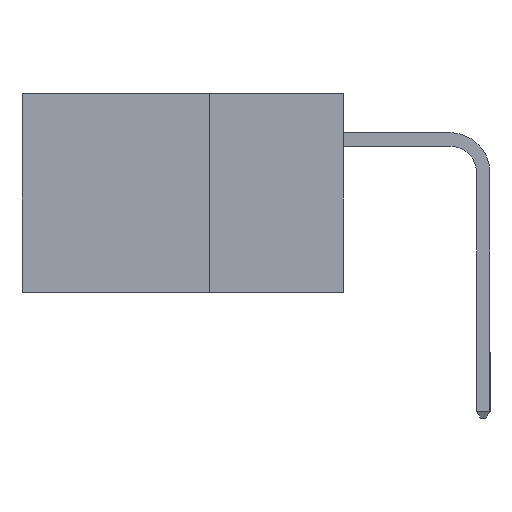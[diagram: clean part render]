
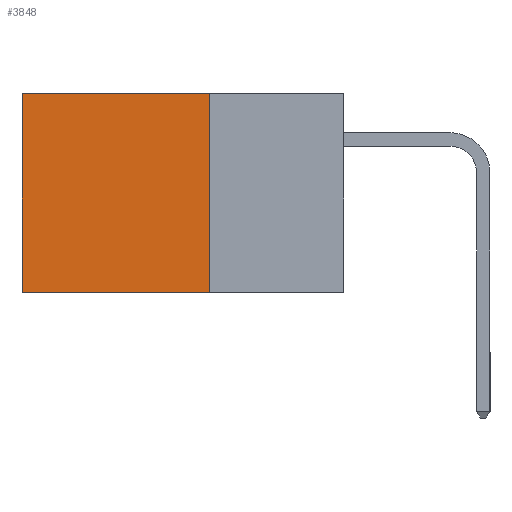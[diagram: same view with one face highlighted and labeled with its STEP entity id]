
A CAD part, left-side view. The second image highlights one B-rep face of the part: STEP entity #3848.
In plain terms, the highlighted planar face has unit normal (-1, 0, 0).
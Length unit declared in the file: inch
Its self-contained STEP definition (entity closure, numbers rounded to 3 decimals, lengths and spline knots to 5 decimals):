
#53 = LINE ( 'NONE', #8983, #9556 ) ;
#126 = ORIENTED_EDGE ( 'NONE', *, *, #2772, .T. ) ;
#141 = CARTESIAN_POINT ( 'NONE',  ( 0.2615, 0.6, 0. ) ) ;
#499 = VERTEX_POINT ( 'NONE', #4284 ) ;
#912 = EDGE_CURVE ( 'NONE', #499, #11228, #1368, .T. ) ;
#1368 = LINE ( 'NONE', #5845, #4876 ) ;
#1608 = DIRECTION ( 'NONE',  ( 0., 0., -1. ) ) ;
#1663 = ORIENTED_EDGE ( 'NONE', *, *, #11092, .F. ) ;
#1724 = CARTESIAN_POINT ( 'NONE',  ( 0.2615, 0.25, -0.37 ) ) ;
#1935 = VERTEX_POINT ( 'NONE', #141 ) ;
#1961 = VERTEX_POINT ( 'NONE', #9188 ) ;
#2772 = EDGE_CURVE ( 'NONE', #499, #1935, #3921, .T. ) ;
#3585 = FACE_OUTER_BOUND ( 'NONE', #8139, .T. ) ;
#3848 = ADVANCED_FACE ( 'NONE', ( #3585 ), #5997, .F. ) ;
#3921 = LINE ( 'NONE', #10061, #6820 ) ;
#4284 = CARTESIAN_POINT ( 'NONE',  ( 0.2615, 0.25, 0. ) ) ;
#4804 = DIRECTION ( 'NONE',  ( 0., 1., 0. ) ) ;
#4876 = VECTOR ( 'NONE', #5144, 39.37008 ) ;
#5062 = VECTOR ( 'NONE', #1608, 39.37008 ) ;
#5144 = DIRECTION ( 'NONE',  ( 0., 0., -1. ) ) ;
#5338 = ORIENTED_EDGE ( 'NONE', *, *, #10561, .T. ) ;
#5351 = DIRECTION ( 'NONE',  ( 0., 1., 0. ) ) ;
#5651 = CARTESIAN_POINT ( 'NONE',  ( 0.2615, 0.25, -0.37 ) ) ;
#5845 = CARTESIAN_POINT ( 'NONE',  ( 0.2615, 0.25, -0.37 ) ) ;
#5853 = ORIENTED_EDGE ( 'NONE', *, *, #912, .F. ) ;
#5997 = PLANE ( 'NONE',  #7959 ) ;
#6820 = VECTOR ( 'NONE', #4804, 39.37008 ) ;
#7804 = LINE ( 'NONE', #10539, #5062 ) ;
#7959 = AXIS2_PLACEMENT_3D ( 'NONE', #1724, #8039, #7979 ) ;
#7979 = DIRECTION ( 'NONE',  ( 0., 0., -1. ) ) ;
#8039 = DIRECTION ( 'NONE',  ( 1., 0., 0. ) ) ;
#8139 = EDGE_LOOP ( 'NONE', ( #5338, #1663, #5853, #126 ) ) ;
#8983 = CARTESIAN_POINT ( 'NONE',  ( 0.2615, 0.25, -0.37 ) ) ;
#9188 = CARTESIAN_POINT ( 'NONE',  ( 0.2615, 0.6, -0.37 ) ) ;
#9556 = VECTOR ( 'NONE', #5351, 39.37008 ) ;
#10061 = CARTESIAN_POINT ( 'NONE',  ( 0.2615, 0.25, 0. ) ) ;
#10539 = CARTESIAN_POINT ( 'NONE',  ( 0.2615, 0.6, -0.37 ) ) ;
#10561 = EDGE_CURVE ( 'NONE', #1935, #1961, #7804, .T. ) ;
#11092 = EDGE_CURVE ( 'NONE', #11228, #1961, #53, .T. ) ;
#11228 = VERTEX_POINT ( 'NONE', #5651 ) ;
